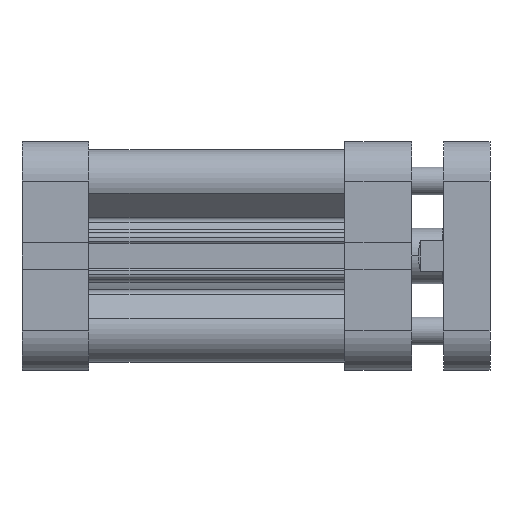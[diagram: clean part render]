
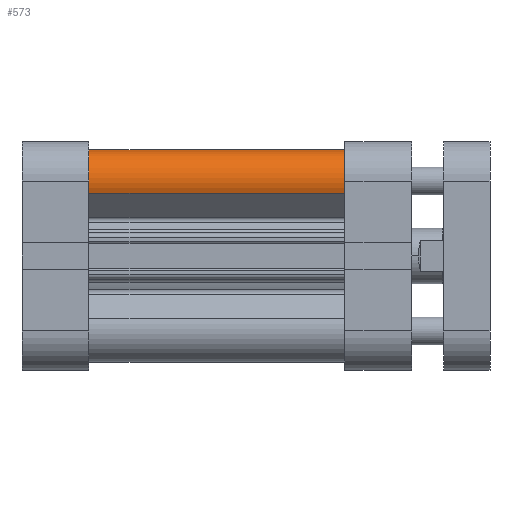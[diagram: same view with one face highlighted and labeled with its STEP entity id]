
A CAD part, front view. The second image highlights one B-rep face of the part: STEP entity #573.
In plain terms, the highlighted cylindrical face has radius 6.75 mm (diameter 13.5 mm), a partial arc.
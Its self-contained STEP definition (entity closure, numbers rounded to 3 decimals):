
#68 = CARTESIAN_POINT ( 'NONE',  ( -13.633, -22.472, 0. ) ) ;
#86 = DIRECTION ( 'NONE',  ( 0., 0., -1. ) ) ;
#90 = DIRECTION ( 'NONE',  ( -1., 0., 0. ) ) ;
#91 = CARTESIAN_POINT ( 'NONE',  ( -16.25, -16.25, 55.5 ) ) ;
#314 = CARTESIAN_POINT ( 'NONE',  ( -23., -16.25, 55.5 ) ) ;
#376 = CARTESIAN_POINT ( 'NONE',  ( -13.633, -22.472, 55.5 ) ) ;
#436 = CARTESIAN_POINT ( 'NONE',  ( -23., -16.25, 0. ) ) ;
#573 = ADVANCED_FACE ( 'NONE', ( #2864 ), #2860, .T. ) ;
#721 = VERTEX_POINT ( 'NONE', #314 ) ;
#725 = VERTEX_POINT ( 'NONE', #436 ) ;
#773 = VERTEX_POINT ( 'NONE', #376 ) ;
#805 = VERTEX_POINT ( 'NONE', #68 ) ;
#1122 = EDGE_CURVE ( 'NONE', #773, #805, #5942, .T. ) ;
#1123 = EDGE_CURVE ( 'NONE', #721, #773, #5947, .T. ) ;
#1124 = EDGE_CURVE ( 'NONE', #721, #725, #5939, .T. ) ;
#1133 = EDGE_CURVE ( 'NONE', #725, #805, #5962, .T. ) ;
#1828 = AXIS2_PLACEMENT_3D ( 'NONE', #91, #86, #90 ) ;
#2313 = ORIENTED_EDGE ( 'NONE', *, *, #1123, .F. ) ;
#2314 = ORIENTED_EDGE ( 'NONE', *, *, #1124, .T. ) ;
#2315 = ORIENTED_EDGE ( 'NONE', *, *, #1133, .T. ) ;
#2316 = ORIENTED_EDGE ( 'NONE', *, *, #1122, .F. ) ;
#2860 = CYLINDRICAL_SURFACE ( 'NONE', #1828, 6.75 ) ;
#2864 = FACE_OUTER_BOUND ( 'NONE', #5571, .T. ) ;
#5571 = EDGE_LOOP ( 'NONE', ( #2313, #2314, #2315, #2316 ) ) ;
#5938 = VECTOR ( 'NONE', #10311, 1000. ) ;
#5939 = LINE ( 'NONE', #10316, #5941 ) ;
#5941 = VECTOR ( 'NONE', #10317, 1000. ) ;
#5942 = LINE ( 'NONE', #10304, #5938 ) ;
#5947 = CIRCLE ( 'NONE', #9088, 6.75 ) ;
#5962 = CIRCLE ( 'NONE', #9096, 6.75 ) ;
#9088 = AXIS2_PLACEMENT_3D ( 'NONE', #10312, #10313, #10314 ) ;
#9096 = AXIS2_PLACEMENT_3D ( 'NONE', #10335, #10338, #10339 ) ;
#10304 = CARTESIAN_POINT ( 'NONE',  ( -13.633, -22.472, 55.5 ) ) ;
#10311 = DIRECTION ( 'NONE',  ( 0., 0., -1. ) ) ;
#10312 = CARTESIAN_POINT ( 'NONE',  ( -16.25, -16.25, 55.5 ) ) ;
#10313 = DIRECTION ( 'NONE',  ( 0., 0., 1. ) ) ;
#10314 = DIRECTION ( 'NONE',  ( -1., 0., 0. ) ) ;
#10316 = CARTESIAN_POINT ( 'NONE',  ( -23., -16.25, 55.5 ) ) ;
#10317 = DIRECTION ( 'NONE',  ( 0., 0., -1. ) ) ;
#10335 = CARTESIAN_POINT ( 'NONE',  ( -16.25, -16.25, 0. ) ) ;
#10338 = DIRECTION ( 'NONE',  ( 0., 0., 1. ) ) ;
#10339 = DIRECTION ( 'NONE',  ( -1., 0., 0. ) ) ;
